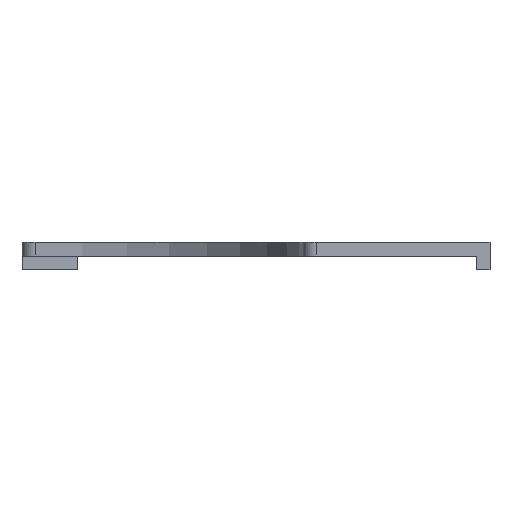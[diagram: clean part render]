
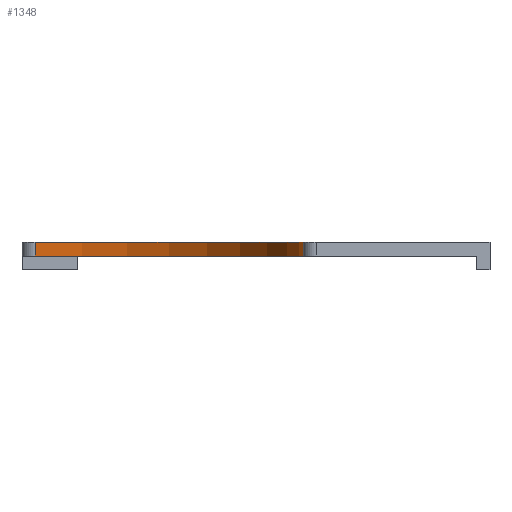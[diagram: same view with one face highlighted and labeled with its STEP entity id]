
A CAD part, front view. The second image highlights one B-rep face of the part: STEP entity #1348.
In plain terms, the highlighted cylindrical face has radius 123.5 mm (diameter 247 mm), a partial arc.
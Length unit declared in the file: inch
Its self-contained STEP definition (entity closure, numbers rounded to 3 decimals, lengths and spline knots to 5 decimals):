
#174=FACE_OUTER_BOUND('',#281,.T.);
#281=EDGE_LOOP('',(#1162,#1163,#1164,#1165));
#405=LINE('',#2262,#487);
#406=LINE('',#2266,#488);
#487=VECTOR('',#1899,0.3937);
#488=VECTOR('',#1904,0.3937);
#588=CIRCLE('',#1510,4.8622);
#591=CIRCLE('',#1519,4.8622);
#697=VERTEX_POINT('',#2234);
#698=VERTEX_POINT('',#2236);
#705=VERTEX_POINT('',#2260);
#706=VERTEX_POINT('',#2264);
#864=EDGE_CURVE('',#697,#698,#588,.T.);
#877=EDGE_CURVE('',#705,#698,#405,.T.);
#878=EDGE_CURVE('',#705,#706,#591,.T.);
#879=EDGE_CURVE('',#706,#697,#406,.T.);
#1162=ORIENTED_EDGE('',*,*,#878,.F.);
#1163=ORIENTED_EDGE('',*,*,#877,.T.);
#1164=ORIENTED_EDGE('',*,*,#864,.F.);
#1165=ORIENTED_EDGE('',*,*,#879,.F.);
#1291=CYLINDRICAL_SURFACE('',#1518,4.8622);
#1348=ADVANCED_FACE('',(#174),#1291,.F.);
#1510=AXIS2_PLACEMENT_3D('',#2237,#1873,#1874);
#1518=AXIS2_PLACEMENT_3D('',#2263,#1900,#1901);
#1519=AXIS2_PLACEMENT_3D('',#2265,#1902,#1903);
#1873=DIRECTION('center_axis',(0.,0.,1.));
#1874=DIRECTION('ref_axis',(0.,1.,0.));
#1899=DIRECTION('',(0.,0.,-1.));
#1900=DIRECTION('center_axis',(0.,0.,-1.));
#1901=DIRECTION('ref_axis',(0.,1.,0.));
#1902=DIRECTION('center_axis',(0.,0.,-1.));
#1903=DIRECTION('ref_axis',(0.,1.,0.));
#1904=DIRECTION('',(0.,0.,-1.));
#2234=CARTESIAN_POINT('',(4.8622,0.,-0.70079));
#2236=CARTESIAN_POINT('',(0.,4.8622,-0.70079));
#2237=CARTESIAN_POINT('Origin',(0.,0.,-0.70079));
#2260=CARTESIAN_POINT('',(0.,4.8622,-0.45079));
#2262=CARTESIAN_POINT('',(0.,4.8622,-0.45079));
#2263=CARTESIAN_POINT('Origin',(0.,0.,-0.45079));
#2264=CARTESIAN_POINT('',(4.8622,0.,-0.45079));
#2265=CARTESIAN_POINT('Origin',(0.,0.,-0.45079));
#2266=CARTESIAN_POINT('',(4.8622,0.,-0.45079));
